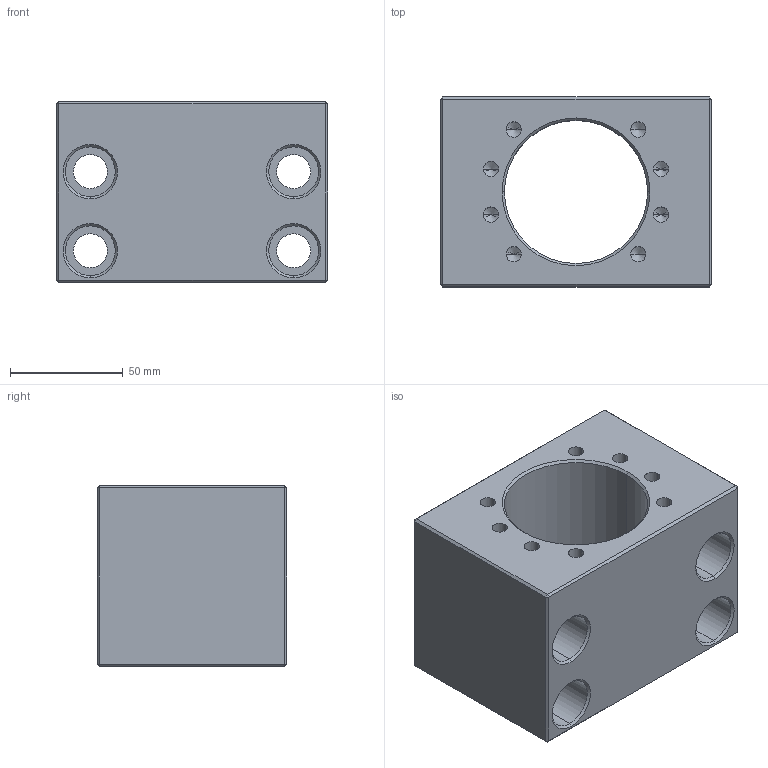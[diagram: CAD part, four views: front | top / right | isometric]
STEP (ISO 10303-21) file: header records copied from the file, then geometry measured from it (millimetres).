
FILE_DESCRIPTION (( 'STEP AP203' ), '1' );
FILE_NAME ('MGD-40.STEP', '2011-01-20T05:33:38', ( '' ), ( '' ), 'SwSTEP 2.0', 'SolidWorks 2008', '' );
FILE_SCHEMA (( 'CONFIG_CONTROL_DESIGN' ));
Length unit declared in the file: millimetre
Products named in the file (1): MGD-40
Bounding box: 120 x 84 x 80 mm (x, y, z)
Volume: 470477.7 mm3; surface area: 81388 mm2
Topology: 1 solids, 1 shells, 108 faces, 238 edges, 128 vertices
Faces by surface type: cylinder 42, cone 36, plane 30
Entity records: 2899 total; most frequent: DIRECTION 536, CARTESIAN_POINT 459, ORIENTED_EDGE 444, EDGE_CURVE 222, AXIS2_PLACEMENT_3D 205, EDGE_LOOP 130, VERTEX_POINT 128, VECTOR 126
